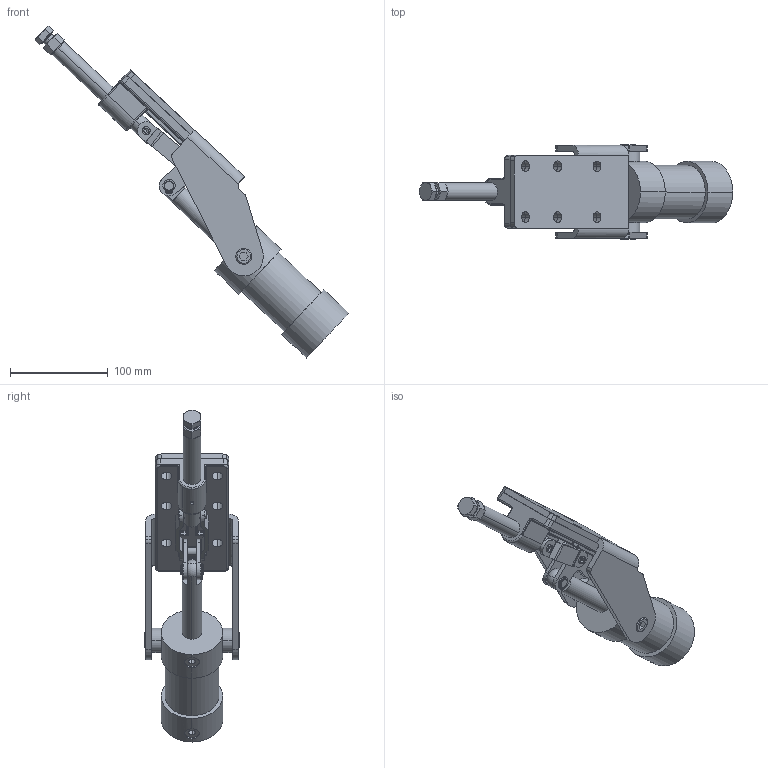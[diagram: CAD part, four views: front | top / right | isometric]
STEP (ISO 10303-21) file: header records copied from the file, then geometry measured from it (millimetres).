
FILE_DESCRIPTION((''),'2;1');
FILE_NAME('736.stp','2005-09-28T10:53:58',('CAD'),(''),'Autodesk Inventor 8','Autodesk Inventor 8','');
FILE_SCHEMA(('AUTOMOTIVE_DESIGN { 1 0 10303 214 1 1 1 1 }'));
Length unit declared in the file: millimetre
Products named in the file (16): R736D1; 316-01D1; 736-03E1; 316-04E1; 316-05E1; 736-06E1; 736-07E1; 736-08D1; P 10x8x18; N 10x20 [D=12][d=10][d1=6][L=20][k=1,2][L1=3][R1=0,5][R=0,6]; N 8x28 [D=10][d=8][d1=5][L=28][k=1,2][L1=3][R1=0,5][R=0,6]; Šroub se šestihrannou hlavou ISO 4017 - M12x60_1; Matice 萐N EN 24 032 M12_1; Kroužek DIN 471-10x1; Šroub s vnitøním šestihranem DIN 912 - M10 x 16; VÁLEC PV50-70 2000055850500070
Assembly tree (21 placements, depth 2):
  R736D1
    316-01D1
    736-03E1  x2
    316-04E1
    316-05E1  x2
    736-06E1
    736-07E1  x2
    736-08D1
    P 10x8x18
    N 10x20 [D=12][d=10][d1=6][L=20][k=1,2][L1=3][R1=0,5][R=0,6]
    N 8x28 [D=10][d=8][d1=5][L=28][k=1,2][L1=3][R1=0,5][R=0,6]  x2
    Šroub se šestihrannou hlavou ISO 4017 - M12x60_1
    Matice 萐N EN 24 032 M12_1
    Kroužek DIN 471-10x1  x2
    Šroub s vnitøním šestihranem DIN 912 - M10 x 16  x2
    VÁLEC PV50-70 2000055850500070
Bounding box: 320.65 x 97 x 339.46 mm (x, y, z)
Volume: 725818.4 mm3; surface area: 176998.6 mm2
Topology: 21 solids, 21 shells, 1045 faces, 2623 edges, 1600 vertices
Faces by surface type: plane 383, cylinder 297, bspline 200, cone 135, torus 24, sphere 6
Entity records: 32601 total; most frequent: CARTESIAN_POINT 10277, DIRECTION 4780, ORIENTED_EDGE 4622, EDGE_CURVE 2311, AXIS2_PLACEMENT_3D 1890, VERTEX_POINT 1423, CIRCLE 1037, EDGE_LOOP 1014
